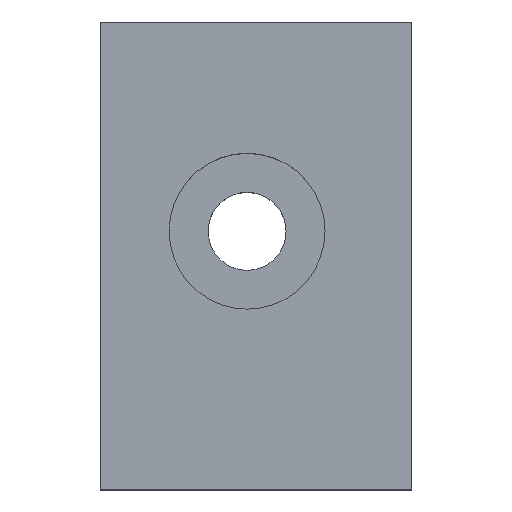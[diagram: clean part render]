
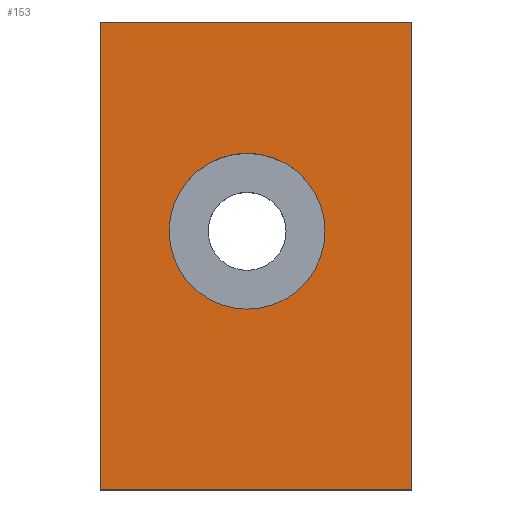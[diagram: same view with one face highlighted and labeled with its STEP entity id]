
A CAD part, top view. The second image highlights one B-rep face of the part: STEP entity #153.
In plain terms, the highlighted planar face has unit normal (0, 0, 1).
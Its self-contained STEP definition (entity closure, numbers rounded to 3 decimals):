
#19=LINE('',#245,#33);
#22=LINE('',#251,#36);
#25=LINE('',#257,#39);
#28=LINE('',#261,#42);
#33=VECTOR('',#204,10.);
#36=VECTOR('',#209,10.);
#39=VECTOR('',#214,10.);
#42=VECTOR('',#219,10.);
#46=FACE_BOUND('',#66,.T.);
#55=FACE_OUTER_BOUND('',#65,.T.);
#65=EDGE_LOOP('',(#129,#130,#131,#132));
#66=EDGE_LOOP('',(#133));
#71=CIRCLE('',#173,12.7);
#75=VERTEX_POINT('',#231);
#79=VERTEX_POINT('',#242);
#80=VERTEX_POINT('',#244);
#82=VERTEX_POINT('',#250);
#84=VERTEX_POINT('',#256);
#87=EDGE_CURVE('',#75,#75,#71,.T.);
#93=EDGE_CURVE('',#80,#79,#19,.T.);
#96=EDGE_CURVE('',#82,#80,#22,.T.);
#99=EDGE_CURVE('',#84,#82,#25,.T.);
#102=EDGE_CURVE('',#79,#84,#28,.T.);
#129=ORIENTED_EDGE('',*,*,#102,.T.);
#130=ORIENTED_EDGE('',*,*,#99,.T.);
#131=ORIENTED_EDGE('',*,*,#96,.T.);
#132=ORIENTED_EDGE('',*,*,#93,.T.);
#133=ORIENTED_EDGE('',*,*,#87,.T.);
#144=PLANE('',#180);
#153=ADVANCED_FACE('',(#55,#46),#144,.T.);
#173=AXIS2_PLACEMENT_3D('',#232,#192,#193);
#180=AXIS2_PLACEMENT_3D('',#262,#220,#221);
#192=DIRECTION('center_axis',(0.,0.,-1.));
#193=DIRECTION('ref_axis',(1.,0.,0.));
#204=DIRECTION('',(0.,-1.,0.));
#209=DIRECTION('',(-1.,0.,0.));
#214=DIRECTION('',(0.,1.,0.));
#219=DIRECTION('',(1.,0.,0.));
#220=DIRECTION('center_axis',(0.,0.,1.));
#221=DIRECTION('ref_axis',(1.,0.,0.));
#231=CARTESIAN_POINT('',(-14.151,4.016,25.4));
#232=CARTESIAN_POINT('Origin',(-1.451,4.016,25.4));
#242=CARTESIAN_POINT('',(-25.4,-38.1,25.4));
#244=CARTESIAN_POINT('',(-25.4,38.1,25.4));
#245=CARTESIAN_POINT('',(-25.4,-38.1,25.4));
#250=CARTESIAN_POINT('',(25.4,38.1,25.4));
#251=CARTESIAN_POINT('',(-25.4,38.1,25.4));
#256=CARTESIAN_POINT('',(25.4,-38.1,25.4));
#257=CARTESIAN_POINT('',(25.4,38.1,25.4));
#261=CARTESIAN_POINT('',(25.4,-38.1,25.4));
#262=CARTESIAN_POINT('Origin',(0.,0.,25.4));
